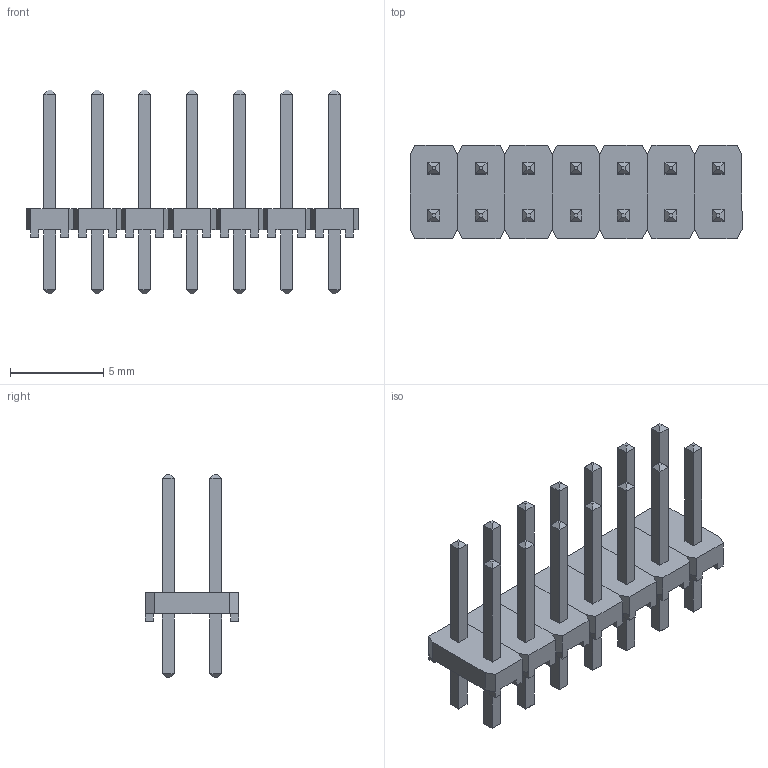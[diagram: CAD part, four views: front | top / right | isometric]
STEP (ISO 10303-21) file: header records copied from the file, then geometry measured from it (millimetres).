
FILE_DESCRIPTION((''),'2;1');
FILE_NAME('SAMTEC_MTLW-107-07-L-D-250.stp','2013-08-27T13:24:53',(''),(''),'Mechanical Desktop 2011','Mechanical Desktop 2011',', , ');
FILE_SCHEMA(('AUTOMOTIVE_DESIGN { 1 2 10303 214 1 1 1 1 }'));
Length unit declared in the file: millimetre
Products named in the file (1): Product
Bounding box: 17.78 x 5.03 x 10.92 mm (x, y, z)
Volume: 155.9 mm3; surface area: 666.9 mm2
Topology: 35 solids, 35 shells, 462 faces, 1036 edges, 644 vertices
Faces by surface type: plane 287, bspline 175
Entity records: 12405 total; most frequent: CARTESIAN_POINT 2668, ORIENTED_EDGE 2072, DIRECTION 1612, VECTOR 1036, LINE 1036, EDGE_CURVE 1036, VERTEX_POINT 644, EDGE_LOOP 462
